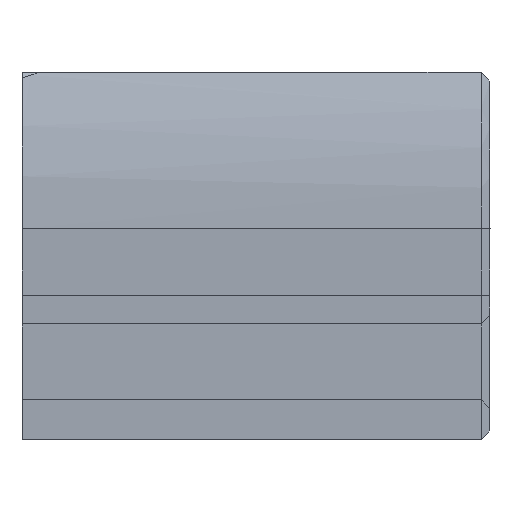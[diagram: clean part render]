
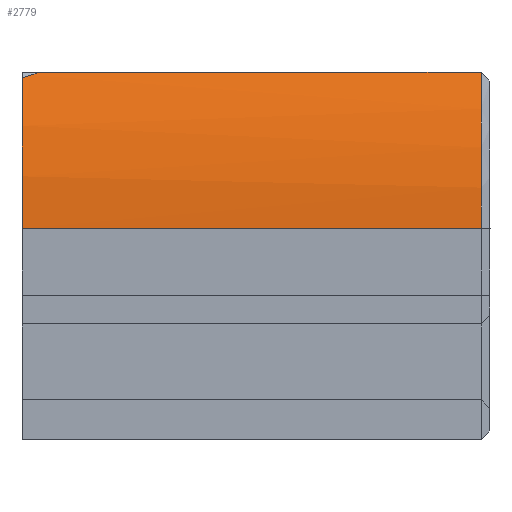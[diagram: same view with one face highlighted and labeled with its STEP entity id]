
A CAD part, left-side view. The second image highlights one B-rep face of the part: STEP entity #2779.
In plain terms, the highlighted cylindrical face has radius 14 mm (diameter 28.001 mm), a partial arc.
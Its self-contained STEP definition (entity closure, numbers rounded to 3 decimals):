
#33=CYLINDRICAL_SURFACE('',#2963,14.);
#70=ELLIPSE('',#2962,38.588,14.);
#156=CIRCLE('',#2964,14.);
#157=CIRCLE('',#2965,14.);
#256=FACE_OUTER_BOUND('',#416,.T.);
#416=EDGE_LOOP('',(#1897,#1898,#1899,#1900,#1901));
#633=LINE('',#4204,#911);
#634=LINE('',#4206,#912);
#911=VECTOR('',#3320,10.);
#912=VECTOR('',#3323,10.);
#1182=VERTEX_POINT('',#4165);
#1191=VERTEX_POINT('',#4193);
#1192=VERTEX_POINT('',#4194);
#1194=VERTEX_POINT('',#4201);
#1195=VERTEX_POINT('',#4203);
#1463=EDGE_CURVE('',#1191,#1192,#70,.T.);
#1467=EDGE_CURVE('',#1194,#1191,#156,.T.);
#1468=EDGE_CURVE('',#1194,#1195,#633,.T.);
#1469=EDGE_CURVE('',#1182,#1195,#157,.T.);
#1470=EDGE_CURVE('',#1192,#1182,#634,.T.);
#1897=ORIENTED_EDGE('',*,*,#1463,.F.);
#1898=ORIENTED_EDGE('',*,*,#1467,.F.);
#1899=ORIENTED_EDGE('',*,*,#1468,.T.);
#1900=ORIENTED_EDGE('',*,*,#1469,.F.);
#1901=ORIENTED_EDGE('',*,*,#1470,.F.);
#2779=ADVANCED_FACE('',(#256),#33,.T.);
#2962=AXIS2_PLACEMENT_3D('',#4195,#3311,#3312);
#2963=AXIS2_PLACEMENT_3D('',#4200,#3316,#3317);
#2964=AXIS2_PLACEMENT_3D('',#4202,#3318,#3319);
#2965=AXIS2_PLACEMENT_3D('',#4205,#3321,#3322);
#3311=DIRECTION('center_axis',(0.607,0.363,0.707));
#3312=DIRECTION('ref_axis',(-0.236,0.932,-0.275));
#3316=DIRECTION('center_axis',(0.,-1.,0.));
#3317=DIRECTION('ref_axis',(-1.,0.,0.006));
#3318=DIRECTION('center_axis',(0.,1.,0.));
#3319=DIRECTION('ref_axis',(-1.,0.,0.006));
#3320=DIRECTION('',(0.,-1.,0.));
#3321=DIRECTION('center_axis',(0.,-1.,0.));
#3322=DIRECTION('ref_axis',(-1.,0.,0.006));
#3323=DIRECTION('',(0.,-1.,0.));
#4165=CARTESIAN_POINT('',(304.554,-164.529,109.5));
#4193=CARTESIAN_POINT('',(304.4,-143.929,109.232));
#4194=CARTESIAN_POINT('',(304.554,-144.708,109.5));
#4195=CARTESIAN_POINT('Origin',(316.62,-151.055,102.4));
#4200=CARTESIAN_POINT('Origin',(316.62,-143.929,102.4));
#4201=CARTESIAN_POINT('',(302.62,-143.929,102.486));
#4202=CARTESIAN_POINT('Origin',(316.62,-143.929,102.4));
#4203=CARTESIAN_POINT('',(302.62,-164.529,102.486));
#4204=CARTESIAN_POINT('',(302.62,-143.929,102.486));
#4205=CARTESIAN_POINT('Origin',(316.62,-164.529,102.4));
#4206=CARTESIAN_POINT('',(304.554,-143.929,109.5));
